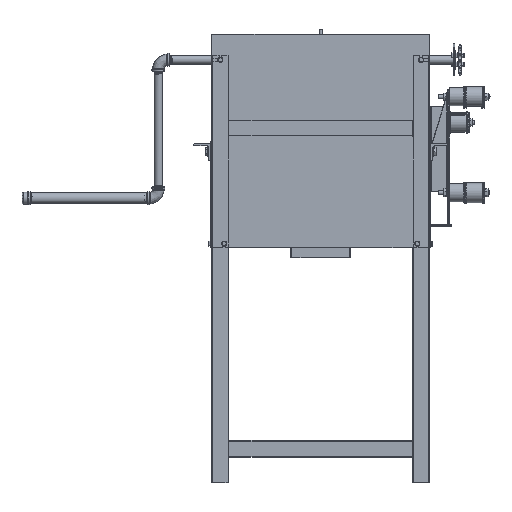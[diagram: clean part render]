
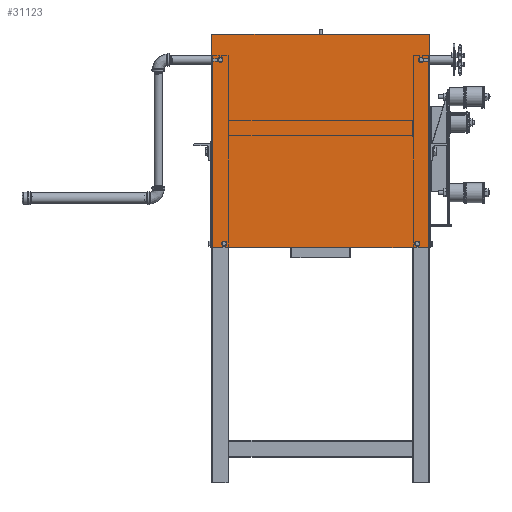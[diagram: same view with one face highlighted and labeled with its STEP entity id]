
A CAD part, left-side view. The second image highlights one B-rep face of the part: STEP entity #31123.
In plain terms, the highlighted face is planar.
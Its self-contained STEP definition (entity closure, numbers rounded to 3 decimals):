
#7996=CIRCLE('',#35463,3.);
#7997=CIRCLE('',#35464,3.);
#7998=CIRCLE('',#35465,3.);
#7999=CIRCLE('',#35466,3.);
#9396=LINE('',#64451,#10694);
#9400=LINE('',#64460,#10698);
#9401=LINE('',#64462,#10699);
#9407=LINE('',#64476,#10705);
#9410=LINE('',#64483,#10708);
#9423=LINE('',#64513,#10721);
#9424=LINE('',#64516,#10722);
#9425=LINE('',#64520,#10723);
#9426=LINE('',#64521,#10724);
#9427=LINE('',#64525,#10725);
#9428=LINE('',#64526,#10726);
#9429=LINE('',#64530,#10727);
#9430=LINE('',#64531,#10728);
#9431=LINE('',#64533,#10729);
#9432=LINE('',#64537,#10730);
#9433=LINE('',#64538,#10731);
#10694=VECTOR('',#43115,1000.);
#10698=VECTOR('',#43121,1000.);
#10699=VECTOR('',#43124,1000.);
#10705=VECTOR('',#43132,1000.);
#10708=VECTOR('',#43137,1000.);
#10721=VECTOR('',#43162,1000.);
#10722=VECTOR('',#43163,1000.);
#10723=VECTOR('',#43166,1000.);
#10724=VECTOR('',#43167,1000.);
#10725=VECTOR('',#43170,1000.);
#10726=VECTOR('',#43171,1000.);
#10727=VECTOR('',#43174,1000.);
#10728=VECTOR('',#43175,1000.);
#10729=VECTOR('',#43176,1000.);
#10730=VECTOR('',#43179,1000.);
#10731=VECTOR('',#43180,1000.);
#15270=ORIENTED_EDGE('',*,*,#20427,.F.);
#15271=ORIENTED_EDGE('',*,*,#20428,.T.);
#15272=ORIENTED_EDGE('',*,*,#20429,.T.);
#15273=ORIENTED_EDGE('',*,*,#20430,.T.);
#15274=ORIENTED_EDGE('',*,*,#20400,.F.);
#15275=ORIENTED_EDGE('',*,*,#20410,.F.);
#15276=ORIENTED_EDGE('',*,*,#20431,.F.);
#15277=ORIENTED_EDGE('',*,*,#20432,.F.);
#15278=ORIENTED_EDGE('',*,*,#20433,.F.);
#15279=ORIENTED_EDGE('',*,*,#20407,.F.);
#15280=ORIENTED_EDGE('',*,*,#20434,.T.);
#15281=ORIENTED_EDGE('',*,*,#20435,.T.);
#15282=ORIENTED_EDGE('',*,*,#20436,.T.);
#15283=ORIENTED_EDGE('',*,*,#20401,.F.);
#15284=ORIENTED_EDGE('',*,*,#20437,.F.);
#15285=ORIENTED_EDGE('',*,*,#20438,.T.);
#15286=ORIENTED_EDGE('',*,*,#20439,.T.);
#15287=ORIENTED_EDGE('',*,*,#20440,.T.);
#15288=ORIENTED_EDGE('',*,*,#20396,.F.);
#15289=ORIENTED_EDGE('',*,*,#20441,.F.);
#20396=EDGE_CURVE('',#23268,#23265,#9396,.T.);
#20400=EDGE_CURVE('',#23272,#23269,#9400,.T.);
#20401=EDGE_CURVE('',#23273,#23274,#9401,.T.);
#20407=EDGE_CURVE('',#23279,#23280,#9407,.T.);
#20410=EDGE_CURVE('',#23281,#23272,#9410,.T.);
#20427=EDGE_CURVE('',#23294,#23295,#9423,.T.);
#20428=EDGE_CURVE('',#23294,#23296,#9424,.T.);
#20429=EDGE_CURVE('',#23296,#23297,#7996,.T.);
#20430=EDGE_CURVE('',#23297,#23269,#9425,.T.);
#20431=EDGE_CURVE('',#23298,#23281,#9426,.T.);
#20432=EDGE_CURVE('',#23299,#23298,#7997,.F.);
#20433=EDGE_CURVE('',#23280,#23299,#9427,.T.);
#20434=EDGE_CURVE('',#23279,#23300,#9428,.T.);
#20435=EDGE_CURVE('',#23300,#23301,#7998,.T.);
#20436=EDGE_CURVE('',#23301,#23274,#9429,.T.);
#20437=EDGE_CURVE('',#23302,#23273,#9430,.T.);
#20438=EDGE_CURVE('',#23302,#23303,#9431,.T.);
#20439=EDGE_CURVE('',#23303,#23304,#7999,.T.);
#20440=EDGE_CURVE('',#23304,#23265,#9432,.T.);
#20441=EDGE_CURVE('',#23295,#23268,#9433,.T.);
#23265=VERTEX_POINT('',#64445);
#23268=VERTEX_POINT('',#64450);
#23269=VERTEX_POINT('',#64454);
#23272=VERTEX_POINT('',#64459);
#23273=VERTEX_POINT('',#64463);
#23274=VERTEX_POINT('',#64464);
#23279=VERTEX_POINT('',#64475);
#23280=VERTEX_POINT('',#64477);
#23281=VERTEX_POINT('',#64481);
#23294=VERTEX_POINT('',#64514);
#23295=VERTEX_POINT('',#64515);
#23296=VERTEX_POINT('',#64517);
#23297=VERTEX_POINT('',#64519);
#23298=VERTEX_POINT('',#64522);
#23299=VERTEX_POINT('',#64524);
#23300=VERTEX_POINT('',#64527);
#23301=VERTEX_POINT('',#64529);
#23302=VERTEX_POINT('',#64532);
#23303=VERTEX_POINT('',#64534);
#23304=VERTEX_POINT('',#64536);
#26512=EDGE_LOOP('',(#15270,#15271,#15272,#15273,#15274,#15275,#15276,#15277,
#15278,#15279,#15280,#15281,#15282,#15283,#15284,#15285,#15286,#15287,#15288,
#15289));
#28565=FACE_BOUND('',#26512,.T.);
#29833=PLANE('',#35462);
#31123=ADVANCED_FACE('',(#28565),#29833,.F.);
#35462=AXIS2_PLACEMENT_3D('',#64512,#43160,#43161);
#35463=AXIS2_PLACEMENT_3D('',#64518,#43164,#43165);
#35464=AXIS2_PLACEMENT_3D('',#64523,#43168,#43169);
#35465=AXIS2_PLACEMENT_3D('',#64528,#43172,#43173);
#35466=AXIS2_PLACEMENT_3D('',#64535,#43177,#43178);
#43115=DIRECTION('',(0.,0.,-1.));
#43121=DIRECTION('',(0.,0.,1.));
#43124=DIRECTION('',(1.,0.,0.));
#43132=DIRECTION('',(1.,0.,0.));
#43137=DIRECTION('',(1.,0.,0.));
#43160=DIRECTION('',(0.,-1.,0.));
#43161=DIRECTION('',(0.,0.,-1.));
#43162=DIRECTION('',(0.,0.,1.));
#43163=DIRECTION('',(-1.,0.,0.));
#43164=DIRECTION('',(0.,-1.,0.));
#43165=DIRECTION('',(0.,0.,-1.));
#43166=DIRECTION('',(1.,0.,0.));
#43167=DIRECTION('',(0.,0.,-1.));
#43168=DIRECTION('',(0.,-1.,0.));
#43169=DIRECTION('',(0.,0.,-1.));
#43170=DIRECTION('',(0.,0.,1.));
#43171=DIRECTION('',(0.,0.,1.));
#43172=DIRECTION('',(0.,-1.,0.));
#43173=DIRECTION('',(0.,0.,-1.));
#43174=DIRECTION('',(0.,0.,-1.));
#43175=DIRECTION('',(0.,0.,-1.));
#43176=DIRECTION('',(1.,0.,0.));
#43177=DIRECTION('',(0.,-1.,0.));
#43178=DIRECTION('',(0.,0.,-1.));
#43179=DIRECTION('',(-1.,0.,0.));
#43180=DIRECTION('',(-1.,0.,0.));
#64445=CARTESIAN_POINT('',(0.,0.,443.));
#64450=CARTESIAN_POINT('',(0.,0.,500.));
#64451=CARTESIAN_POINT('',(0.,0.,500.));
#64454=CARTESIAN_POINT('',(510.,0.,437.));
#64459=CARTESIAN_POINT('',(510.,0.,0.));
#64460=CARTESIAN_POINT('',(510.,0.,0.));
#64462=CARTESIAN_POINT('',(0.,0.,0.));
#64463=CARTESIAN_POINT('',(0.,0.,0.));
#64464=CARTESIAN_POINT('',(26.,0.,0.));
#64475=CARTESIAN_POINT('',(32.,0.,0.));
#64476=CARTESIAN_POINT('',(0.,0.,0.));
#64477=CARTESIAN_POINT('',(478.,0.,0.));
#64481=CARTESIAN_POINT('',(484.,0.,0.));
#64483=CARTESIAN_POINT('',(0.,0.,0.));
#64512=CARTESIAN_POINT('',(0.,0.,0.));
#64513=CARTESIAN_POINT('',(510.,0.,0.));
#64514=CARTESIAN_POINT('',(510.,0.,443.));
#64515=CARTESIAN_POINT('',(510.,0.,500.));
#64516=CARTESIAN_POINT('',(0.,0.,443.));
#64517=CARTESIAN_POINT('',(490.,0.,443.));
#64518=CARTESIAN_POINT('',(490.,0.,440.));
#64519=CARTESIAN_POINT('',(490.,0.,437.));
#64520=CARTESIAN_POINT('',(0.,0.,437.));
#64521=CARTESIAN_POINT('',(484.,0.,0.));
#64522=CARTESIAN_POINT('',(484.,0.,10.));
#64523=CARTESIAN_POINT('',(481.,0.,10.));
#64524=CARTESIAN_POINT('',(478.,0.,10.));
#64525=CARTESIAN_POINT('',(478.,0.,0.));
#64526=CARTESIAN_POINT('',(32.,0.,0.));
#64527=CARTESIAN_POINT('',(32.,0.,10.));
#64528=CARTESIAN_POINT('',(29.,0.,10.));
#64529=CARTESIAN_POINT('',(26.,0.,10.));
#64530=CARTESIAN_POINT('',(26.,0.,0.));
#64531=CARTESIAN_POINT('',(0.,0.,500.));
#64532=CARTESIAN_POINT('',(0.,0.,437.));
#64533=CARTESIAN_POINT('',(0.,0.,437.));
#64534=CARTESIAN_POINT('',(20.,0.,437.));
#64535=CARTESIAN_POINT('',(20.,0.,440.));
#64536=CARTESIAN_POINT('',(20.,0.,443.));
#64537=CARTESIAN_POINT('',(0.,0.,443.));
#64538=CARTESIAN_POINT('',(510.,0.,500.));
